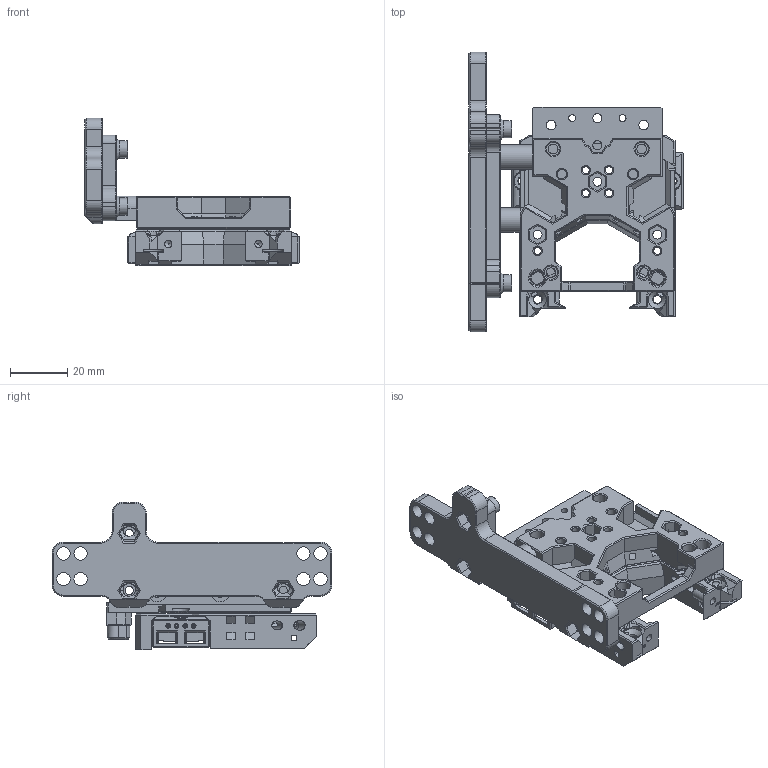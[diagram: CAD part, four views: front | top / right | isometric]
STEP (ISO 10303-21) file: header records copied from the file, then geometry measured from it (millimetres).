
FILE_DESCRIPTION(/* description */ (''),/* implementation_level */ '2;1');
FILE_NAME(/* name */ 'MadMax 4 XOL v11.step',/* time_stamp */ '2025-04-06T20:48:47+10:00',/* author */ (''),/* organization */ (''),/* preprocessor_version */ 'ST-DEVELOPER v20.1',/* originating_system */ 'Autodesk Translation Framework v14.4.0.0',/* authorisation */ '');
FILE_SCHEMA (('AUTOMOTIVE_DESIGN { 1 0 10303 214 3 1 1 }'));
Length unit declared in the file: millimetre
Products named in the file (12): MadMax 4 XOL; Carriage; MadMaxCarriage; Belt Clips; 4mm Gap 6mm Belt v1; 4mm Gap 6mm Belt v1_1; Clip; Plate Assembly; Plate; Plate Back; Dock Bracket; Dock Asembly
Assembly tree (12 placements, depth 6):
  MadMax 4 XOL
    Carriage
      MadMaxCarriage
        Belt Clips
          4mm Gap 6mm Belt v1
            Clip
          4mm Gap 6mm Belt v1_1
            Clip
    Plate Assembly
      Plate
    Plate Back
    Dock Bracket
    Dock Asembly
Bounding box: 75 x 98 x 51.8 mm (x, y, z)
Volume: 56078.7 mm3; surface area: 38044.5 mm2
Topology: 8 solids, 8 shells, 1736 faces, 4544 edges, 2829 vertices
Faces by surface type: plane 1142, cylinder 279, cone 212, bspline 95, torus 8
Full cylindrical faces by diameter (mm): 1.9 x4, 2.4 x4, 2.5 x12, 2.529 x2, 2.8 x2, 2.9 x3, 3 x2, 3.1 x10, 3.188 x6, 3.2 x14, 3.209 x2, 3.4 x8, 3.428 x2, 4.5 x2, 4.6 x8, 4.7 x13, 4.8 x3, 6 x7, 6.1 x12, 6.2 x2, 6.5 x2, 7.5 x2
Entity records: 51376 total; most frequent: CARTESIAN_POINT 11898, ORIENTED_EDGE 8330, DIRECTION 7827, EDGE_CURVE 4165, LINE 2967, VECTOR 2967, VERTEX_POINT 2592, AXIS2_PLACEMENT_3D 2430
